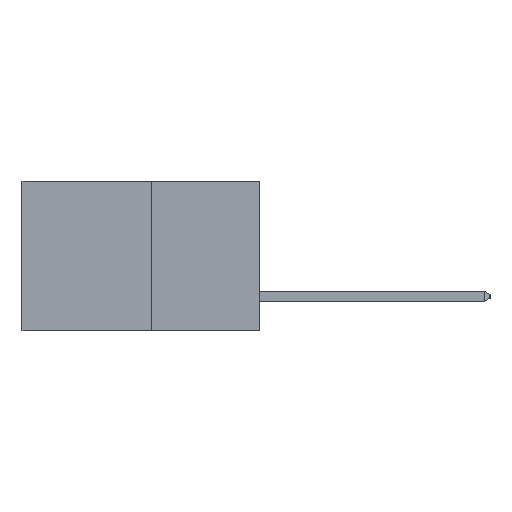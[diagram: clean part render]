
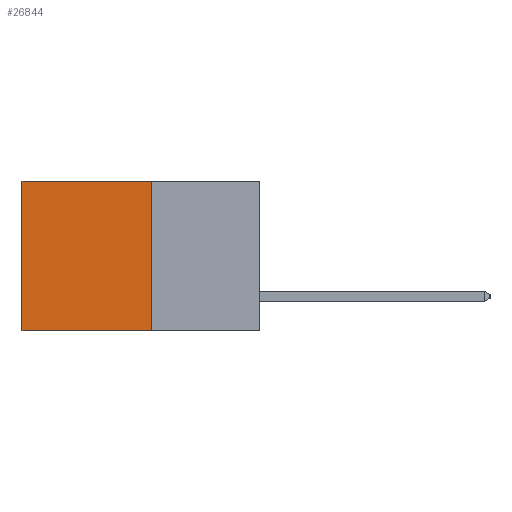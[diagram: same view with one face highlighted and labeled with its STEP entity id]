
A CAD part, left-side view. The second image highlights one B-rep face of the part: STEP entity #26844.
In plain terms, the highlighted planar face has unit normal (-1, 0, 0).
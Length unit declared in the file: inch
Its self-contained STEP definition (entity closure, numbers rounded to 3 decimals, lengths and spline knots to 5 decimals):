
#75 = PLANE ( 'NONE',  #24644 ) ;
#531 = DIRECTION ( 'NONE',  ( 0., 1., 0. ) ) ;
#1268 = DIRECTION ( 'NONE',  ( 0., 1., 0. ) ) ;
#2337 = DIRECTION ( 'NONE',  ( 1., 0., 0. ) ) ;
#2899 = VERTEX_POINT ( 'NONE', #3064 ) ;
#3004 = VERTEX_POINT ( 'NONE', #10875 ) ;
#3064 = CARTESIAN_POINT ( 'NONE',  ( 0.277, 0.59, 0. ) ) ;
#3554 = ORIENTED_EDGE ( 'NONE', *, *, #9813, .T. ) ;
#5663 = ORIENTED_EDGE ( 'NONE', *, *, #16296, .F. ) ;
#5673 = CARTESIAN_POINT ( 'NONE',  ( 0.277, 0.59, -0.37 ) ) ;
#7117 = LINE ( 'NONE', #5673, #18169 ) ;
#7727 = VERTEX_POINT ( 'NONE', #27321 ) ;
#8553 = VECTOR ( 'NONE', #1268, 39.37008 ) ;
#8951 = CARTESIAN_POINT ( 'NONE',  ( 0.277, 0.27, -0.37 ) ) ;
#9136 = CARTESIAN_POINT ( 'NONE',  ( 0.277, 0.27, -0.37 ) ) ;
#9813 = EDGE_CURVE ( 'NONE', #3004, #2899, #26029, .T. ) ;
#10393 = CARTESIAN_POINT ( 'NONE',  ( 0.277, 0.59, -0.37 ) ) ;
#10875 = CARTESIAN_POINT ( 'NONE',  ( 0.277, 0.27, 0. ) ) ;
#11143 = LINE ( 'NONE', #16085, #18091 ) ;
#11382 = DIRECTION ( 'NONE',  ( 0., 0., -1. ) ) ;
#13636 = VERTEX_POINT ( 'NONE', #10393 ) ;
#13747 = FACE_OUTER_BOUND ( 'NONE', #15173, .T. ) ;
#13874 = EDGE_CURVE ( 'NONE', #2899, #13636, #7117, .T. ) ;
#15173 = EDGE_LOOP ( 'NONE', ( #17421, #5663, #22570, #3554 ) ) ;
#16085 = CARTESIAN_POINT ( 'NONE',  ( 0.277, 0.27, -0.37 ) ) ;
#16296 = EDGE_CURVE ( 'NONE', #7727, #13636, #11143, .T. ) ;
#17100 = EDGE_CURVE ( 'NONE', #3004, #7727, #23834, .T. ) ;
#17421 = ORIENTED_EDGE ( 'NONE', *, *, #13874, .T. ) ;
#17837 = DIRECTION ( 'NONE',  ( 0., 0., -1. ) ) ;
#18018 = VECTOR ( 'NONE', #11382, 39.37008 ) ;
#18091 = VECTOR ( 'NONE', #531, 39.37008 ) ;
#18169 = VECTOR ( 'NONE', #23300, 39.37008 ) ;
#18995 = CARTESIAN_POINT ( 'NONE',  ( 0.277, 0.27, 0. ) ) ;
#22570 = ORIENTED_EDGE ( 'NONE', *, *, #17100, .F. ) ;
#23300 = DIRECTION ( 'NONE',  ( 0., 0., -1. ) ) ;
#23834 = LINE ( 'NONE', #9136, #18018 ) ;
#24644 = AXIS2_PLACEMENT_3D ( 'NONE', #8951, #2337, #17837 ) ;
#26029 = LINE ( 'NONE', #18995, #8553 ) ;
#26844 = ADVANCED_FACE ( 'NONE', ( #13747 ), #75, .F. ) ;
#27321 = CARTESIAN_POINT ( 'NONE',  ( 0.277, 0.27, -0.37 ) ) ;
